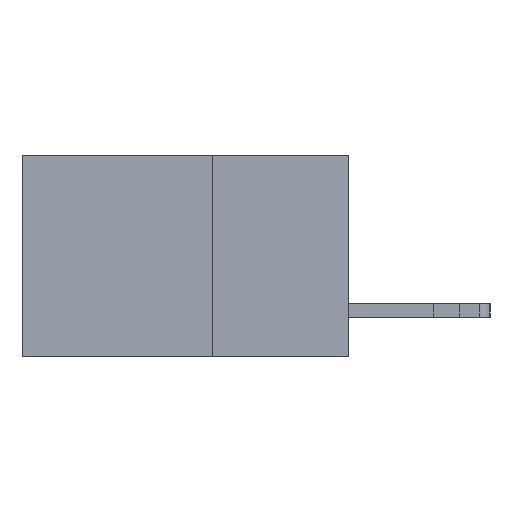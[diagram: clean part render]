
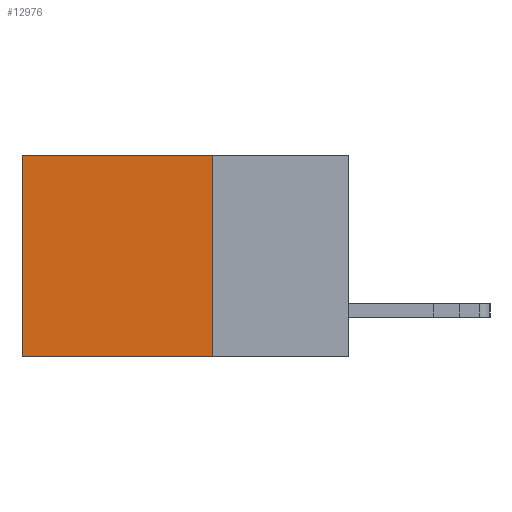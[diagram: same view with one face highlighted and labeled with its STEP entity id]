
A CAD part, left-side view. The second image highlights one B-rep face of the part: STEP entity #12976.
In plain terms, the highlighted planar face has unit normal (-1, 0, 0).
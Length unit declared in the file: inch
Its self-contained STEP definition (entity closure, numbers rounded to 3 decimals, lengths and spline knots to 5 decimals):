
#602 = EDGE_CURVE ( 'NONE', #4765, #18409, #7750, .T. ) ;
#896 = VERTEX_POINT ( 'NONE', #9561 ) ;
#1522 = DIRECTION ( 'NONE',  ( 0., 0., -1. ) ) ;
#3050 = PLANE ( 'NONE',  #16220 ) ;
#3904 = DIRECTION ( 'NONE',  ( 0., 1., 0. ) ) ;
#3928 = LINE ( 'NONE', #4891, #14334 ) ;
#4319 = CARTESIAN_POINT ( 'NONE',  ( 0.298, 0.6, 0. ) ) ;
#4660 = DIRECTION ( 'NONE',  ( 0., 0., -1. ) ) ;
#4765 = VERTEX_POINT ( 'NONE', #4991 ) ;
#4891 = CARTESIAN_POINT ( 'NONE',  ( 0.298, 0.25, -0.37 ) ) ;
#4991 = CARTESIAN_POINT ( 'NONE',  ( 0.298, 0.25, 0. ) ) ;
#5438 = EDGE_CURVE ( 'NONE', #4765, #896, #14794, .T. ) ;
#6691 = FACE_OUTER_BOUND ( 'NONE', #10764, .T. ) ;
#6692 = CARTESIAN_POINT ( 'NONE',  ( 0.298, 0.25, 0. ) ) ;
#7236 = ORIENTED_EDGE ( 'NONE', *, *, #14787, .T. ) ;
#7262 = VECTOR ( 'NONE', #16669, 39.37008 ) ;
#7265 = VECTOR ( 'NONE', #3904, 39.37008 ) ;
#7523 = VECTOR ( 'NONE', #1522, 39.37008 ) ;
#7750 = LINE ( 'NONE', #12062, #7265 ) ;
#7878 = ORIENTED_EDGE ( 'NONE', *, *, #13780, .F. ) ;
#8213 = LINE ( 'NONE', #4319, #7262 ) ;
#9254 = CARTESIAN_POINT ( 'NONE',  ( 0.298, 0.6, 0. ) ) ;
#9561 = CARTESIAN_POINT ( 'NONE',  ( 0.298, 0.25, -0.37 ) ) ;
#9573 = VERTEX_POINT ( 'NONE', #15432 ) ;
#10764 = EDGE_LOOP ( 'NONE', ( #7236, #7878, #19223, #14528 ) ) ;
#12062 = CARTESIAN_POINT ( 'NONE',  ( 0.298, 0.25, 0. ) ) ;
#12976 = ADVANCED_FACE ( 'NONE', ( #6691 ), #3050, .F. ) ;
#13780 = EDGE_CURVE ( 'NONE', #896, #9573, #3928, .T. ) ;
#13928 = DIRECTION ( 'NONE',  ( 1., 0., 0. ) ) ;
#14156 = DIRECTION ( 'NONE',  ( 0., 1., 0. ) ) ;
#14334 = VECTOR ( 'NONE', #14156, 39.37008 ) ;
#14528 = ORIENTED_EDGE ( 'NONE', *, *, #602, .T. ) ;
#14787 = EDGE_CURVE ( 'NONE', #18409, #9573, #8213, .T. ) ;
#14794 = LINE ( 'NONE', #6692, #7523 ) ;
#15432 = CARTESIAN_POINT ( 'NONE',  ( 0.298, 0.6, -0.37 ) ) ;
#16220 = AXIS2_PLACEMENT_3D ( 'NONE', #16948, #13928, #4660 ) ;
#16669 = DIRECTION ( 'NONE',  ( 0., 0., -1. ) ) ;
#16948 = CARTESIAN_POINT ( 'NONE',  ( 0.298, 0.25, 0. ) ) ;
#18409 = VERTEX_POINT ( 'NONE', #9254 ) ;
#19223 = ORIENTED_EDGE ( 'NONE', *, *, #5438, .F. ) ;
